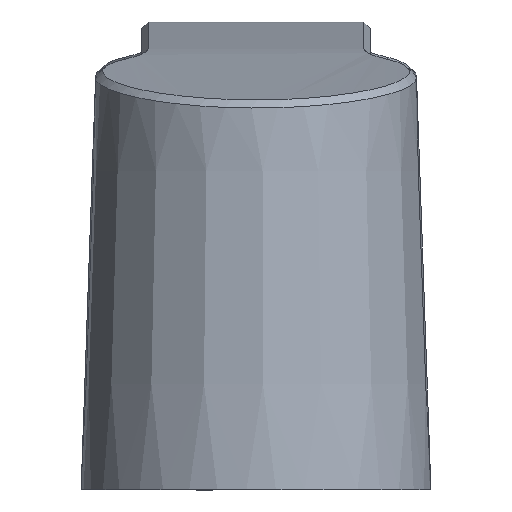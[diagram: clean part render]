
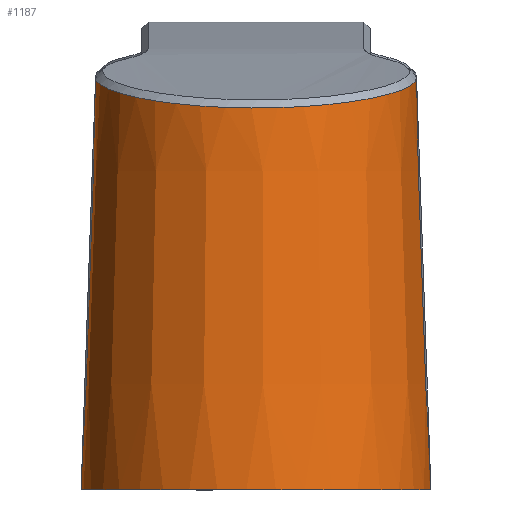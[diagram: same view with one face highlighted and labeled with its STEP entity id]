
A CAD part, left-side view. The second image highlights one B-rep face of the part: STEP entity #1187.
In plain terms, the highlighted conical face has half-angle 2 degrees and reference radius 13 mm.
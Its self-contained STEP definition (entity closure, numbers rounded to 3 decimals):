
#711=(
BOUNDED_CURVE()
B_SPLINE_CURVE(3,(#1755,#1756,#1757,#1758,#1759,#1760,#1761,#1762,#1763,
#1764,#1765,#1766,#1767,#1768,#1769,#1770,#1771,#1772,#1773,#1774,#1775,
#1776,#1777,#1778,#1779,#1780,#1781,#1782,#1783,#1784,#1785,#1786,#1787,
#1788,#1789,#1790,#1791,#1792,#1793,#1794,#1795,#1796,#1797,#1798,#1799,
#1800),.UNSPECIFIED.,.U.,.U.)
B_SPLINE_CURVE_WITH_KNOTS((4,1,1,1,1,1,1,1,1,1,1,1,1,1,1,1,1,1,1,1,1,1,1,
1,1,1,1,1,1,1,1,1,1,1,1,1,1,1,1,1,1,1,1,4),(0.,0.018,0.042,
0.066,0.09,0.114,0.138,
0.163,0.187,0.211,0.235,
0.259,0.283,0.307,0.331,
0.355,0.378,0.402,0.426,
0.449,0.473,0.496,0.519,0.543,
0.566,0.59,0.613,0.637,
0.661,0.684,0.708,0.732,
0.756,0.78,0.804,0.829,
0.853,0.877,0.901,0.925,0.949,
0.973,0.985,1.),.UNSPECIFIED.)
CURVE()
GEOMETRIC_REPRESENTATION_ITEM()
RATIONAL_B_SPLINE_CURVE((1.,1.,1.,1.,1.,1.,1.,1.,1.,1.,1.,1.,1.,1.,1.,1.,
1.,1.,1.,1.,1.,1.,1.,1.,1.,1.,1.,1.,1.,1.,1.,1.,1.,1.,1.,1.,1.,1.,1.,1.,
1.,1.,1.,1.,1.,1.))
REPRESENTATION_ITEM('')
);
#722=(
BOUNDED_CURVE()
B_SPLINE_CURVE(3,(#1990,#1991,#1992,#1993),.UNSPECIFIED.,.U.,.U.)
B_SPLINE_CURVE_WITH_KNOTS((4,4),(0.,1.),.UNSPECIFIED.)
CURVE()
GEOMETRIC_REPRESENTATION_ITEM()
RATIONAL_B_SPLINE_CURVE((1.,1.,1.,1.))
REPRESENTATION_ITEM('')
);
#724=(
BOUNDED_CURVE()
B_SPLINE_CURVE(3,(#2157,#2158,#2159,#2160,#2161,#2162,#2163,#2164,#2165,
#2166,#2167,#2168,#2169,#2170,#2171,#2172,#2173,#2174,#2175,#2176,#2177,
#2178,#2179,#2180,#2181),.UNSPECIFIED.,.U.,.U.)
B_SPLINE_CURVE_WITH_KNOTS((4,1,1,1,1,1,1,1,1,1,1,1,1,1,1,1,1,1,1,1,1,1,4),
(0.844,0.849,0.864,0.879,
0.893,0.908,0.923,0.937,
0.952,0.967,0.981,1.,1.011,
1.026,1.041,1.055,1.07,1.085,
1.1,1.115,1.13,1.145,1.155),
 .UNSPECIFIED.)
CURVE()
GEOMETRIC_REPRESENTATION_ITEM()
RATIONAL_B_SPLINE_CURVE((1.,1.,1.,1.,1.,1.,1.,1.,1.,1.,1.,1.,1.,1.,1.,1.,
1.,1.,1.,1.,1.,1.,1.,1.,1.))
REPRESENTATION_ITEM('')
);
#725=(
BOUNDED_CURVE()
B_SPLINE_CURVE(3,(#2210,#2211,#2212,#2213),.UNSPECIFIED.,.U.,.U.)
B_SPLINE_CURVE_WITH_KNOTS((4,4),(0.,1.),.UNSPECIFIED.)
CURVE()
GEOMETRIC_REPRESENTATION_ITEM()
RATIONAL_B_SPLINE_CURVE((1.,1.,1.,1.))
REPRESENTATION_ITEM('')
);
#741=CONICAL_SURFACE('',#1150,13.,2.);
#813=ORIENTED_EDGE('',*,*,#977,.T.);
#814=ORIENTED_EDGE('',*,*,#975,.F.);
#815=ORIENTED_EDGE('',*,*,#976,.F.);
#816=ORIENTED_EDGE('',*,*,#960,.F.);
#817=ORIENTED_EDGE('',*,*,#973,.F.);
#882=CIRCLE('',#1151,13.);
#909=VERTEX_POINT('',#1638);
#911=VERTEX_POINT('',#1752);
#918=VERTEX_POINT('',#1943);
#919=VERTEX_POINT('',#2110);
#920=VERTEX_POINT('',#2215);
#960=EDGE_CURVE('',#911,#909,#711,.T.);
#973=EDGE_CURVE('',#918,#911,#722,.T.);
#975=EDGE_CURVE('',#919,#918,#724,.T.);
#976=EDGE_CURVE('',#909,#919,#725,.T.);
#977=EDGE_CURVE('',#920,#920,#882,.T.);
#1012=EDGE_LOOP('',(#813));
#1013=EDGE_LOOP('',(#814,#815,#816,#817));
#1048=FACE_BOUND('',#1012,.T.);
#1049=FACE_BOUND('',#1013,.T.);
#1098=DIRECTION('',(0.,0.,-1.));
#1099=DIRECTION('',(0.,-1.,0.));
#1100=DIRECTION('',(0.,0.,1.));
#1101=DIRECTION('',(0.,13.,0.));
#1150=AXIS2_PLACEMENT_3D('',#2214,#1098,#1099);
#1151=AXIS2_PLACEMENT_3D('',#2216,#1100,#1101);
#1187=ADVANCED_FACE('',(#1048,#1049),#741,.T.);
#1638=CARTESIAN_POINT('',(-41.172,0.715,31.588));
#1752=CARTESIAN_POINT('',(-41.172,20.823,31.588));
#1755=CARTESIAN_POINT('',(-41.172,20.823,31.588));
#1756=CARTESIAN_POINT('',(-41.433,20.99,31.551));
#1757=CARTESIAN_POINT('',(-42.052,21.352,31.462));
#1758=CARTESIAN_POINT('',(-43.07,21.83,31.312));
#1759=CARTESIAN_POINT('',(-44.223,22.235,31.138));
#1760=CARTESIAN_POINT('',(-45.413,22.519,30.953));
#1761=CARTESIAN_POINT('',(-46.626,22.681,30.76));
#1762=CARTESIAN_POINT('',(-47.85,22.718,30.56));
#1763=CARTESIAN_POINT('',(-49.072,22.63,30.355));
#1764=CARTESIAN_POINT('',(-50.279,22.418,30.148));
#1765=CARTESIAN_POINT('',(-51.458,22.082,29.94));
#1766=CARTESIAN_POINT('',(-52.597,21.629,29.735));
#1767=CARTESIAN_POINT('',(-53.682,21.061,29.536));
#1768=CARTESIAN_POINT('',(-54.703,20.386,29.344));
#1769=CARTESIAN_POINT('',(-55.649,19.61,29.164));
#1770=CARTESIAN_POINT('',(-56.511,18.743,28.997));
#1771=CARTESIAN_POINT('',(-57.278,17.793,28.846));
#1772=CARTESIAN_POINT('',(-57.944,16.771,28.714));
#1773=CARTESIAN_POINT('',(-58.501,15.688,28.602));
#1774=CARTESIAN_POINT('',(-58.945,14.556,28.511));
#1775=CARTESIAN_POINT('',(-59.271,13.386,28.445));
#1776=CARTESIAN_POINT('',(-59.476,12.189,28.403));
#1777=CARTESIAN_POINT('',(-59.559,10.979,28.386));
#1778=CARTESIAN_POINT('',(-59.519,9.768,28.394));
#1779=CARTESIAN_POINT('',(-59.356,8.566,28.428));
#1780=CARTESIAN_POINT('',(-59.072,7.387,28.486));
#1781=CARTESIAN_POINT('',(-58.67,6.242,28.567));
#1782=CARTESIAN_POINT('',(-58.154,5.143,28.672));
#1783=CARTESIAN_POINT('',(-57.527,4.101,28.797));
#1784=CARTESIAN_POINT('',(-56.797,3.128,28.941));
#1785=CARTESIAN_POINT('',(-55.971,2.232,29.102));
#1786=CARTESIAN_POINT('',(-55.057,1.423,29.277));
#1787=CARTESIAN_POINT('',(-54.063,0.712,29.465));
#1788=CARTESIAN_POINT('',(-53.001,0.104,29.662));
#1789=CARTESIAN_POINT('',(-51.881,-0.391,29.865));
#1790=CARTESIAN_POINT('',(-50.717,-0.77,30.071));
#1791=CARTESIAN_POINT('',(-49.519,-1.028,30.279));
#1792=CARTESIAN_POINT('',(-48.301,-1.163,30.485));
#1793=CARTESIAN_POINT('',(-47.075,-1.172,30.688));
#1794=CARTESIAN_POINT('',(-45.856,-1.055,30.884));
#1795=CARTESIAN_POINT('',(-44.655,-0.815,31.072));
#1796=CARTESIAN_POINT('',(-43.485,-0.453,31.25));
#1797=CARTESIAN_POINT('',(-42.546,-0.054,31.389));
#1798=CARTESIAN_POINT('',(-41.779,0.345,31.501));
#1799=CARTESIAN_POINT('',(-41.386,0.578,31.557));
#1800=CARTESIAN_POINT('',(-41.172,0.715,31.588));
#1943=CARTESIAN_POINT('',(-40.846,20.922,24.145));
#1990=CARTESIAN_POINT('',(-40.846,20.922,24.145));
#1991=CARTESIAN_POINT('',(-40.954,20.89,26.626));
#1992=CARTESIAN_POINT('',(-41.063,20.857,29.107));
#1993=CARTESIAN_POINT('',(-41.172,20.823,31.588));
#2110=CARTESIAN_POINT('',(-40.846,0.616,24.145));
#2157=CARTESIAN_POINT('',(-40.846,0.616,24.145));
#2158=CARTESIAN_POINT('',(-40.731,0.693,24.164));
#2159=CARTESIAN_POINT('',(-40.306,0.986,24.233));
#2160=CARTESIAN_POINT('',(-39.604,1.539,24.345));
#2161=CARTESIAN_POINT('',(-38.783,2.32,24.473));
#2162=CARTESIAN_POINT('',(-38.037,3.174,24.587));
#2163=CARTESIAN_POINT('',(-37.373,4.094,24.685));
#2164=CARTESIAN_POINT('',(-36.797,5.072,24.769));
#2165=CARTESIAN_POINT('',(-36.315,6.1,24.838));
#2166=CARTESIAN_POINT('',(-35.929,7.169,24.893));
#2167=CARTESIAN_POINT('',(-35.645,8.269,24.932));
#2168=CARTESIAN_POINT('',(-35.448,9.492,24.959));
#2169=CARTESIAN_POINT('',(-35.386,10.641,24.968));
#2170=CARTESIAN_POINT('',(-35.433,11.79,24.961));
#2171=CARTESIAN_POINT('',(-35.562,12.831,24.944));
#2172=CARTESIAN_POINT('',(-35.807,13.947,24.91));
#2173=CARTESIAN_POINT('',(-36.156,15.036,24.861));
#2174=CARTESIAN_POINT('',(-36.607,16.089,24.797));
#2175=CARTESIAN_POINT('',(-37.155,17.098,24.717));
#2176=CARTESIAN_POINT('',(-37.797,18.053,24.623));
#2177=CARTESIAN_POINT('',(-38.529,18.946,24.512));
#2178=CARTESIAN_POINT('',(-39.344,19.768,24.386));
#2179=CARTESIAN_POINT('',(-40.126,20.42,24.262));
#2180=CARTESIAN_POINT('',(-40.642,20.786,24.178));
#2181=CARTESIAN_POINT('',(-40.846,20.922,24.145));
#2210=CARTESIAN_POINT('',(-41.172,0.715,31.588));
#2211=CARTESIAN_POINT('',(-41.063,0.681,29.107));
#2212=CARTESIAN_POINT('',(-40.954,0.648,26.626));
#2213=CARTESIAN_POINT('',(-40.846,0.616,24.145));
#2214=CARTESIAN_POINT('',(-47.532,10.769,0.));
#2215=CARTESIAN_POINT('',(-47.532,23.769,0.));
#2216=CARTESIAN_POINT('',(-47.532,10.769,0.));
